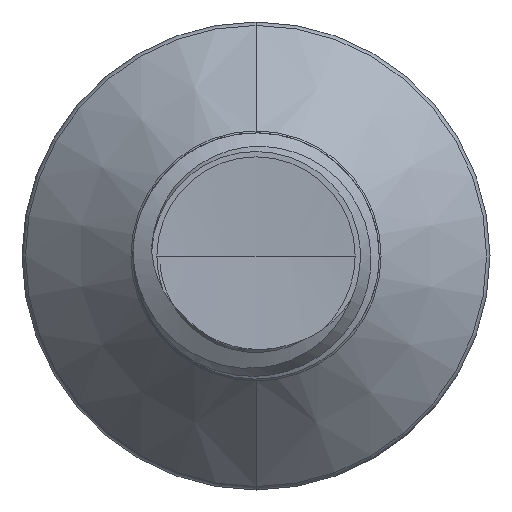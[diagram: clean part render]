
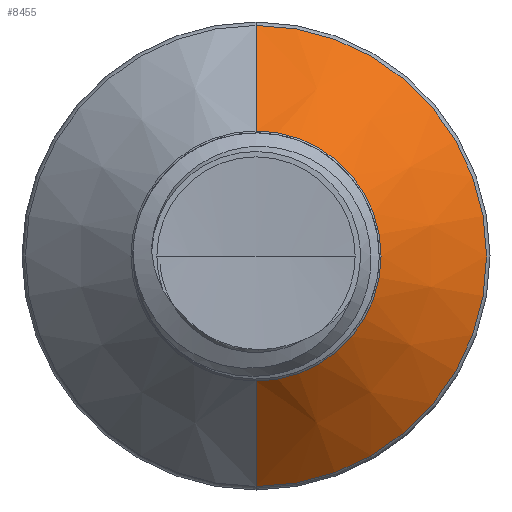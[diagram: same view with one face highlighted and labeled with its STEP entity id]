
A CAD part, front view. The second image highlights one B-rep face of the part: STEP entity #8455.
In plain terms, the highlighted conical face has half-angle 45 degrees and reference radius 1.016 mm.
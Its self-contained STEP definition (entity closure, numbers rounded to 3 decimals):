
#41 = CONICAL_SURFACE ( 'NONE', #4221, 1.016, 0.785 ) ;
#1053 = CARTESIAN_POINT ( 'NONE',  ( 0., 2.989, -1.016 ) ) ;
#1391 = CIRCLE ( 'NONE', #11800, 1.016 ) ;
#1820 = ORIENTED_EDGE ( 'NONE', *, *, #10445, .F. ) ;
#2014 = DIRECTION ( 'NONE',  ( 0., 1., 0. ) ) ;
#2581 = CARTESIAN_POINT ( 'NONE',  ( 0., 2.989, 0. ) ) ;
#2596 = CARTESIAN_POINT ( 'NONE',  ( 0., 2.989, 1.016 ) ) ;
#2603 = LINE ( 'NONE', #5460, #10327 ) ;
#3105 = CARTESIAN_POINT ( 'NONE',  ( 0., 2.989, 1.016 ) ) ;
#3130 = EDGE_CURVE ( 'NONE', #13444, #4933, #2603, .T. ) ;
#3184 = DIRECTION ( 'NONE',  ( 0., 0., 1. ) ) ;
#3649 = FACE_OUTER_BOUND ( 'NONE', #6324, .T. ) ;
#3719 = DIRECTION ( 'NONE',  ( 0., 0., 1. ) ) ;
#4221 = AXIS2_PLACEMENT_3D ( 'NONE', #4256, #2014, #3184 ) ;
#4256 = CARTESIAN_POINT ( 'NONE',  ( 0., 2.989, 0. ) ) ;
#4336 = DIRECTION ( 'NONE',  ( 0., 1., 0. ) ) ;
#4933 = VERTEX_POINT ( 'NONE', #9281 ) ;
#5347 = CIRCLE ( 'NONE', #11118, 1.872 ) ;
#5460 = CARTESIAN_POINT ( 'NONE',  ( 0., 2.989, -1.016 ) ) ;
#6324 = EDGE_LOOP ( 'NONE', ( #11425, #9346, #1820, #11764 ) ) ;
#6518 = EDGE_CURVE ( 'NONE', #11585, #12281, #7749, .T. ) ;
#7749 = LINE ( 'NONE', #2596, #12535 ) ;
#7782 = EDGE_CURVE ( 'NONE', #11585, #13444, #1391, .T. ) ;
#8455 = ADVANCED_FACE ( 'NONE', ( #3649 ), #41, .T. ) ;
#9281 = CARTESIAN_POINT ( 'NONE',  ( 0., 3.845, -1.872 ) ) ;
#9346 = ORIENTED_EDGE ( 'NONE', *, *, #3130, .T. ) ;
#10016 = CARTESIAN_POINT ( 'NONE',  ( 0., 3.845, 1.872 ) ) ;
#10262 = DIRECTION ( 'NONE',  ( 0., 1., 0. ) ) ;
#10277 = DIRECTION ( 'NONE',  ( 0., 0.707, 0.707 ) ) ;
#10327 = VECTOR ( 'NONE', #12106, 1000. ) ;
#10445 = EDGE_CURVE ( 'NONE', #12281, #4933, #5347, .T. ) ;
#10861 = CARTESIAN_POINT ( 'NONE',  ( 0., 3.845, 0. ) ) ;
#11118 = AXIS2_PLACEMENT_3D ( 'NONE', #10861, #4336, #11960 ) ;
#11425 = ORIENTED_EDGE ( 'NONE', *, *, #7782, .T. ) ;
#11585 = VERTEX_POINT ( 'NONE', #3105 ) ;
#11764 = ORIENTED_EDGE ( 'NONE', *, *, #6518, .F. ) ;
#11800 = AXIS2_PLACEMENT_3D ( 'NONE', #2581, #10262, #3719 ) ;
#11960 = DIRECTION ( 'NONE',  ( 0., 0., 1. ) ) ;
#12106 = DIRECTION ( 'NONE',  ( 0., 0.707, -0.707 ) ) ;
#12281 = VERTEX_POINT ( 'NONE', #10016 ) ;
#12535 = VECTOR ( 'NONE', #10277, 1000. ) ;
#13444 = VERTEX_POINT ( 'NONE', #1053 ) ;
